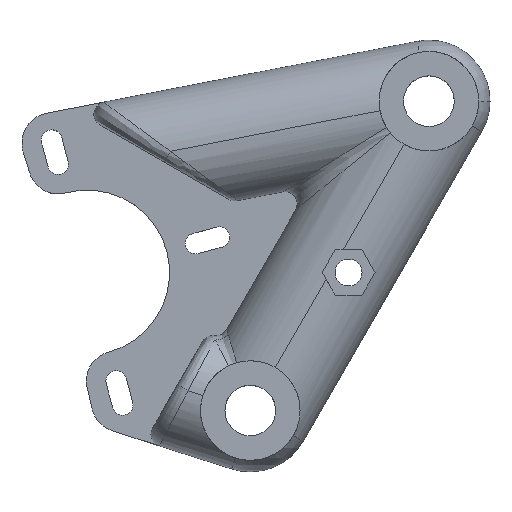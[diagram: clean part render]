
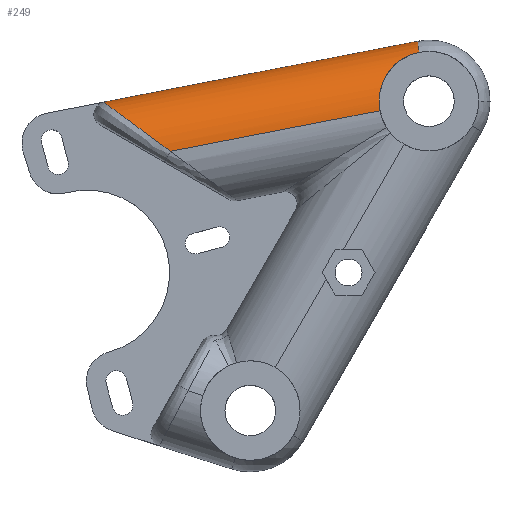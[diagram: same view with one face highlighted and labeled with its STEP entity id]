
A CAD part, top view. The second image highlights one B-rep face of the part: STEP entity #249.
In plain terms, the highlighted cylindrical face has radius 10 mm (diameter 20 mm), a partial arc.
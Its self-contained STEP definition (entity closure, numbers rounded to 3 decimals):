
#2 = DIRECTION ( 'NONE',  ( -0.191, 0.982, 0. ) ) ;
#6 = DIRECTION ( 'NONE',  ( 0.982, 0.191, 0. ) ) ;
#8 = CARTESIAN_POINT ( 'NONE',  ( 31.487, 27.971, 5.5 ) ) ;
#205 =( BOUNDED_CURVE ( )  B_SPLINE_CURVE ( 3, ( #2224, #2213, #2226, #2227 ),
 .UNSPECIFIED., .F., .F. ) 
 B_SPLINE_CURVE_WITH_KNOTS ( ( 4, 4 ),
 ( 3.142, 4.712 ),
 .UNSPECIFIED. ) 
 CURVE ( )  GEOMETRIC_REPRESENTATION_ITEM ( )  RATIONAL_B_SPLINE_CURVE ( ( 1., 0.805, 0.805, 1. ) ) 
 REPRESENTATION_ITEM ( '' )  );
#222 = B_SPLINE_CURVE_WITH_KNOTS ( 'NONE', 3,
 ( #1832, #1833, #1838, #1839, #1840, #1841, #1842, #1843, #1844, #1845, #1846, #1847, #1848, #1849, #1850, #1851, #1852, #1853, #1854, #1855, #1856, #1857 ),
 .UNSPECIFIED., .F., .F.,
 ( 4, 2, 2, 2, 2, 2, 2, 2, 2, 2, 4 ),
 ( 0.002, 0.003, 0.005, 0.006, 0.008, 0.008, 0.009, 0.011, 0.011, 0.012, 0.014 ),
 .UNSPECIFIED. ) ;
#247 = B_SPLINE_CURVE_WITH_KNOTS ( 'NONE', 3,
 ( #2229, #2225, #2233, #2234 ),
 .UNSPECIFIED., .F., .F.,
 ( 4, 4 ),
 ( 0., 0.002 ),
 .UNSPECIFIED. ) ;
#249 = ADVANCED_FACE ( 'NONE', ( #886 ), #891, .T. ) ;
#415 = ORIENTED_EDGE ( 'NONE', *, *, #978, .F. ) ;
#416 = ORIENTED_EDGE ( 'NONE', *, *, #979, .T. ) ;
#417 = ORIENTED_EDGE ( 'NONE', *, *, #980, .F. ) ;
#418 = ORIENTED_EDGE ( 'NONE', *, *, #981, .T. ) ;
#419 = ORIENTED_EDGE ( 'NONE', *, *, #910, .T. ) ;
#420 = ORIENTED_EDGE ( 'NONE', *, *, #982, .T. ) ;
#502 = VERTEX_POINT ( 'NONE', #1683 ) ;
#507 = VERTEX_POINT ( 'NONE', #1690 ) ;
#560 = VERTEX_POINT ( 'NONE', #1742 ) ;
#561 = VERTEX_POINT ( 'NONE', #1743 ) ;
#566 = VERTEX_POINT ( 'NONE', #1748 ) ;
#567 = VERTEX_POINT ( 'NONE', #1749 ) ;
#886 = FACE_OUTER_BOUND ( 'NONE', #2930, .T. ) ;
#891 = CYLINDRICAL_SURFACE ( 'NONE', #1105, 10. ) ;
#910 = EDGE_CURVE ( 'NONE', #502, #507, #222, .T. ) ;
#978 = EDGE_CURVE ( 'NONE', #561, #560, #2040, .T. ) ;
#979 = EDGE_CURVE ( 'NONE', #561, #567, #205, .T. ) ;
#980 = EDGE_CURVE ( 'NONE', #566, #567, #2043, .T. ) ;
#981 = EDGE_CURVE ( 'NONE', #566, #502, #247, .T. ) ;
#982 = EDGE_CURVE ( 'NONE', #507, #560, #2045, .T. ) ;
#1105 = AXIS2_PLACEMENT_3D ( 'NONE', #8, #6, #2 ) ;
#1202 = AXIS2_PLACEMENT_3D ( 'NONE', #2236, #2237, #2238 ) ;
#1683 = CARTESIAN_POINT ( 'NONE',  ( 23.337, 27.971, 15.379 ) ) ;
#1690 = CARTESIAN_POINT ( 'NONE',  ( 29.934, 35.971, 11.295 ) ) ;
#1742 = CARTESIAN_POINT ( 'NONE',  ( 29.582, 37.787, 5.5 ) ) ;
#1743 = CARTESIAN_POINT ( 'NONE',  ( -21.76, 27.824, 5.5 ) ) ;
#1748 = CARTESIAN_POINT ( 'NONE',  ( 23.486, 26.418, 15.5 ) ) ;
#1749 = CARTESIAN_POINT ( 'NONE',  ( -10.815, 19.761, 15.5 ) ) ;
#1832 = CARTESIAN_POINT ( 'NONE',  ( 23.337, 27.971, 15.379 ) ) ;
#1833 = CARTESIAN_POINT ( 'NONE',  ( 23.337, 28.464, 15.303 ) ) ;
#1838 = CARTESIAN_POINT ( 'NONE',  ( 23.383, 28.961, 15.19 ) ) ;
#1839 = CARTESIAN_POINT ( 'NONE',  ( 23.556, 29.908, 14.911 ) ) ;
#1840 = CARTESIAN_POINT ( 'NONE',  ( 23.682, 30.364, 14.745 ) ) ;
#1841 = CARTESIAN_POINT ( 'NONE',  ( 24.008, 31.243, 14.371 ) ) ;
#1842 = CARTESIAN_POINT ( 'NONE',  ( 24.205, 31.658, 14.166 ) ) ;
#1843 = CARTESIAN_POINT ( 'NONE',  ( 24.655, 32.437, 13.736 ) ) ;
#1844 = CARTESIAN_POINT ( 'NONE',  ( 24.909, 32.803, 13.511 ) ) ;
#1845 = CARTESIAN_POINT ( 'NONE',  ( 25.335, 33.321, 13.165 ) ) ;
#1846 = CARTESIAN_POINT ( 'NONE',  ( 25.485, 33.489, 13.049 ) ) ;
#1847 = CARTESIAN_POINT ( 'NONE',  ( 25.796, 33.809, 12.82 ) ) ;
#1848 = CARTESIAN_POINT ( 'NONE',  ( 25.957, 33.962, 12.706 ) ) ;
#1849 = CARTESIAN_POINT ( 'NONE',  ( 26.461, 34.402, 12.372 ) ) ;
#1850 = CARTESIAN_POINT ( 'NONE',  ( 26.823, 34.67, 12.158 ) ) ;
#1851 = CARTESIAN_POINT ( 'NONE',  ( 27.415, 35.034, 11.869 ) ) ;
#1852 = CARTESIAN_POINT ( 'NONE',  ( 27.623, 35.15, 11.778 ) ) ;
#1853 = CARTESIAN_POINT ( 'NONE',  ( 28.049, 35.364, 11.615 ) ) ;
#1854 = CARTESIAN_POINT ( 'NONE',  ( 28.269, 35.462, 11.543 ) ) ;
#1855 = CARTESIAN_POINT ( 'NONE',  ( 28.948, 35.73, 11.364 ) ) ;
#1856 = CARTESIAN_POINT ( 'NONE',  ( 29.435, 35.874, 11.295 ) ) ;
#1857 = CARTESIAN_POINT ( 'NONE',  ( 29.934, 35.971, 11.295 ) ) ;
#2040 = LINE ( 'NONE', #2220, #2042 ) ;
#2042 = VECTOR ( 'NONE', #2216, 1000. ) ;
#2043 = LINE ( 'NONE', #2228, #2044 ) ;
#2044 = VECTOR ( 'NONE', #2230, 1000. ) ;
#2045 = CIRCLE ( 'NONE', #1202, 10. ) ;
#2213 = CARTESIAN_POINT ( 'NONE',  ( -21.76, 27.824, 11.358 ) ) ;
#2216 = DIRECTION ( 'NONE',  ( 0.982, 0.191, 0. ) ) ;
#2220 = CARTESIAN_POINT ( 'NONE',  ( 29.582, 37.787, 5.5 ) ) ;
#2224 = CARTESIAN_POINT ( 'NONE',  ( -21.76, 27.824, 5.5 ) ) ;
#2225 = CARTESIAN_POINT ( 'NONE',  ( 23.385, 26.938, 15.5 ) ) ;
#2226 = CARTESIAN_POINT ( 'NONE',  ( -17.226, 24.484, 15.5 ) ) ;
#2227 = CARTESIAN_POINT ( 'NONE',  ( -10.815, 19.761, 15.5 ) ) ;
#2228 = CARTESIAN_POINT ( 'NONE',  ( -25.108, 16.987, 15.5 ) ) ;
#2229 = CARTESIAN_POINT ( 'NONE',  ( 23.486, 26.418, 15.5 ) ) ;
#2230 = DIRECTION ( 'NONE',  ( -0.982, -0.191, 0. ) ) ;
#2233 = CARTESIAN_POINT ( 'NONE',  ( 23.337, 27.455, 15.458 ) ) ;
#2234 = CARTESIAN_POINT ( 'NONE',  ( 23.337, 27.971, 15.379 ) ) ;
#2236 = CARTESIAN_POINT ( 'NONE',  ( 31.487, 27.971, 5.5 ) ) ;
#2237 = DIRECTION ( 'NONE',  ( -0.982, -0.191, 0. ) ) ;
#2238 = DIRECTION ( 'NONE',  ( -0.191, 0.982, 0. ) ) ;
#2930 = EDGE_LOOP ( 'NONE', ( #415, #416, #417, #418, #419, #420 ) ) ;
